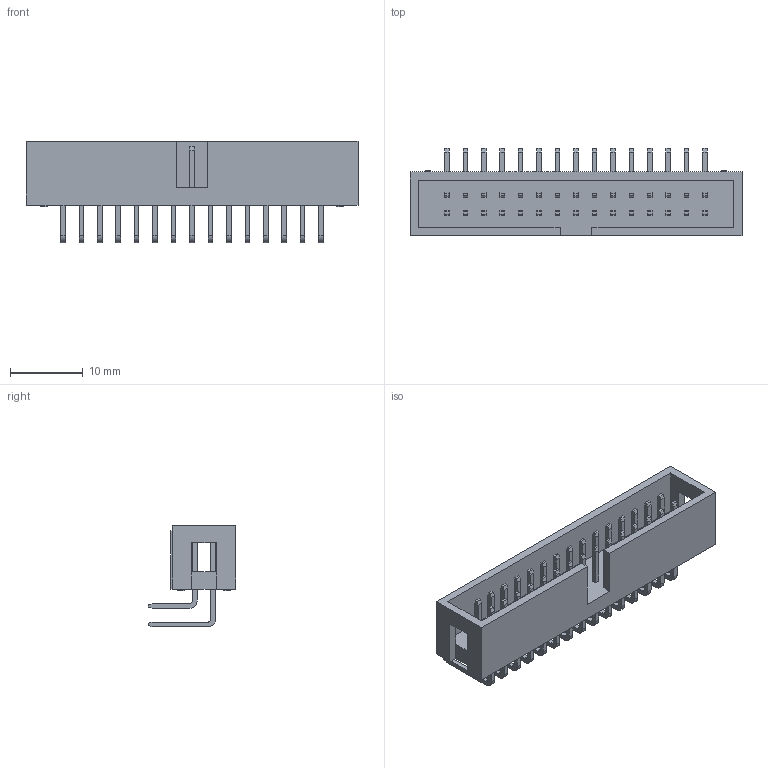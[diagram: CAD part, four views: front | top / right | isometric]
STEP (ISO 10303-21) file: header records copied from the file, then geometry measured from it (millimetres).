
FILE_DESCRIPTION(('STEP AP203'),'1');
FILE_NAME('header_awhw30a-0502-t.stp','2021-05-26T07:55:30',('TraceParts'),('TraceParts S.A.'),'Spatial InterOp 3D',' ',' ');
FILE_SCHEMA(('CONFIG_CONTROL_DESIGN'));
Length unit declared in the file: millimetre
Products named in the file (1): 1
Bounding box: 45.72 x 12.1 x 13.98 mm (x, y, z)
Volume: 1856.4 mm3; surface area: 3606.5 mm2
Topology: 1 solids, 1 shells, 590 faces, 1580 edges, 1052 vertices
Faces by surface type: plane 530, cylinder 60
Entity records: 18184 total; most frequent: CARTESIAN_POINT 3223, ORIENTED_EDGE 3160, DIRECTION 2882, EDGE_CURVE 1580, LINE 1460, VECTOR 1460, VERTEX_POINT 1052, AXIS2_PLACEMENT_3D 711
